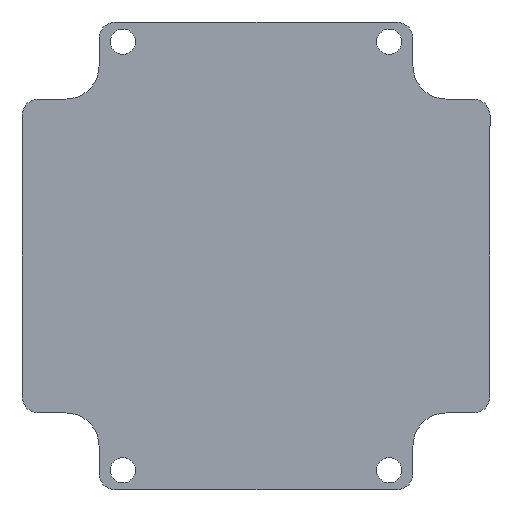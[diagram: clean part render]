
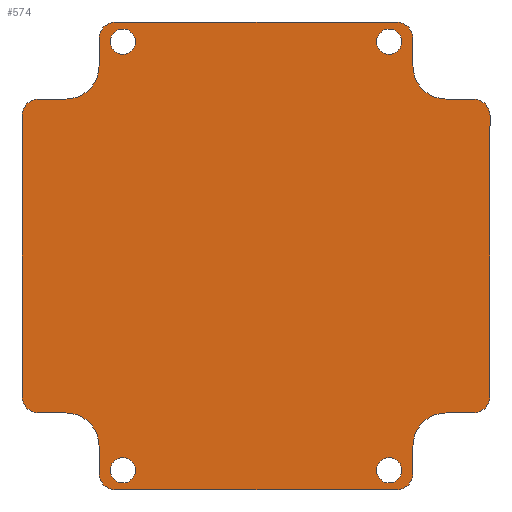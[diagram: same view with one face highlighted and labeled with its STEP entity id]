
A CAD part, left-side view. The second image highlights one B-rep face of the part: STEP entity #574.
In plain terms, the highlighted planar face has unit normal (-1, 0, 0).
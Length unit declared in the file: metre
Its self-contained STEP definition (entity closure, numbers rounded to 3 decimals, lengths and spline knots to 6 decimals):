
#12=CIRCLE('',#595,0.004);
#14=CIRCLE('',#599,0.002);
#16=CIRCLE('',#603,0.002);
#18=CIRCLE('',#607,0.004);
#20=CIRCLE('',#611,0.002);
#22=CIRCLE('',#615,0.002);
#24=CIRCLE('',#619,0.004);
#26=CIRCLE('',#623,0.002);
#28=CIRCLE('',#627,0.002);
#30=CIRCLE('',#631,0.004);
#32=CIRCLE('',#635,0.002);
#34=CIRCLE('',#639,0.002);
#36=CIRCLE('',#642,0.00152);
#37=CIRCLE('',#643,0.00152);
#38=CIRCLE('',#644,0.00152);
#39=CIRCLE('',#645,0.00152);
#156=ORIENTED_EDGE('',*,*,#292,.T.);
#157=ORIENTED_EDGE('',*,*,#293,.T.);
#158=ORIENTED_EDGE('',*,*,#294,.T.);
#159=ORIENTED_EDGE('',*,*,#295,.T.);
#160=ORIENTED_EDGE('',*,*,#290,.F.);
#161=ORIENTED_EDGE('',*,*,#220,.F.);
#162=ORIENTED_EDGE('',*,*,#224,.F.);
#163=ORIENTED_EDGE('',*,*,#227,.F.);
#164=ORIENTED_EDGE('',*,*,#230,.F.);
#165=ORIENTED_EDGE('',*,*,#233,.F.);
#166=ORIENTED_EDGE('',*,*,#236,.F.);
#167=ORIENTED_EDGE('',*,*,#239,.F.);
#168=ORIENTED_EDGE('',*,*,#242,.F.);
#169=ORIENTED_EDGE('',*,*,#245,.F.);
#170=ORIENTED_EDGE('',*,*,#248,.F.);
#171=ORIENTED_EDGE('',*,*,#251,.F.);
#172=ORIENTED_EDGE('',*,*,#254,.F.);
#173=ORIENTED_EDGE('',*,*,#257,.F.);
#174=ORIENTED_EDGE('',*,*,#260,.F.);
#175=ORIENTED_EDGE('',*,*,#263,.F.);
#176=ORIENTED_EDGE('',*,*,#266,.F.);
#177=ORIENTED_EDGE('',*,*,#269,.F.);
#178=ORIENTED_EDGE('',*,*,#272,.F.);
#179=ORIENTED_EDGE('',*,*,#275,.F.);
#180=ORIENTED_EDGE('',*,*,#278,.F.);
#181=ORIENTED_EDGE('',*,*,#281,.F.);
#182=ORIENTED_EDGE('',*,*,#284,.F.);
#183=ORIENTED_EDGE('',*,*,#287,.F.);
#220=EDGE_CURVE('',#300,#301,#356,.T.);
#224=EDGE_CURVE('',#304,#300,#12,.T.);
#227=EDGE_CURVE('',#306,#304,#361,.T.);
#230=EDGE_CURVE('',#308,#306,#14,.T.);
#233=EDGE_CURVE('',#310,#308,#365,.T.);
#236=EDGE_CURVE('',#312,#310,#16,.T.);
#239=EDGE_CURVE('',#314,#312,#369,.T.);
#242=EDGE_CURVE('',#316,#314,#18,.T.);
#245=EDGE_CURVE('',#318,#316,#373,.T.);
#248=EDGE_CURVE('',#320,#318,#20,.T.);
#251=EDGE_CURVE('',#322,#320,#377,.T.);
#254=EDGE_CURVE('',#324,#322,#22,.T.);
#257=EDGE_CURVE('',#326,#324,#381,.T.);
#260=EDGE_CURVE('',#328,#326,#24,.T.);
#263=EDGE_CURVE('',#330,#328,#385,.T.);
#266=EDGE_CURVE('',#332,#330,#26,.T.);
#269=EDGE_CURVE('',#334,#332,#389,.T.);
#272=EDGE_CURVE('',#336,#334,#28,.T.);
#275=EDGE_CURVE('',#338,#336,#393,.T.);
#278=EDGE_CURVE('',#340,#338,#30,.T.);
#281=EDGE_CURVE('',#342,#340,#397,.T.);
#284=EDGE_CURVE('',#344,#342,#32,.T.);
#287=EDGE_CURVE('',#346,#344,#401,.T.);
#290=EDGE_CURVE('',#301,#346,#34,.T.);
#292=EDGE_CURVE('',#348,#348,#36,.T.);
#293=EDGE_CURVE('',#349,#349,#37,.T.);
#294=EDGE_CURVE('',#350,#350,#38,.T.);
#295=EDGE_CURVE('',#351,#351,#39,.T.);
#300=VERTEX_POINT('',#832);
#301=VERTEX_POINT('',#833);
#304=VERTEX_POINT('',#841);
#306=VERTEX_POINT('',#847);
#308=VERTEX_POINT('',#853);
#310=VERTEX_POINT('',#859);
#312=VERTEX_POINT('',#865);
#314=VERTEX_POINT('',#871);
#316=VERTEX_POINT('',#877);
#318=VERTEX_POINT('',#883);
#320=VERTEX_POINT('',#889);
#322=VERTEX_POINT('',#895);
#324=VERTEX_POINT('',#901);
#326=VERTEX_POINT('',#907);
#328=VERTEX_POINT('',#913);
#330=VERTEX_POINT('',#919);
#332=VERTEX_POINT('',#925);
#334=VERTEX_POINT('',#931);
#336=VERTEX_POINT('',#937);
#338=VERTEX_POINT('',#943);
#340=VERTEX_POINT('',#949);
#342=VERTEX_POINT('',#955);
#344=VERTEX_POINT('',#961);
#346=VERTEX_POINT('',#967);
#348=VERTEX_POINT('',#976);
#349=VERTEX_POINT('',#978);
#350=VERTEX_POINT('',#980);
#351=VERTEX_POINT('',#982);
#356=LINE('',#831,#404);
#361=LINE('',#846,#409);
#365=LINE('',#858,#413);
#369=LINE('',#870,#417);
#373=LINE('',#882,#421);
#377=LINE('',#894,#425);
#381=LINE('',#906,#429);
#385=LINE('',#918,#433);
#389=LINE('',#930,#437);
#393=LINE('',#942,#441);
#397=LINE('',#954,#445);
#401=LINE('',#966,#449);
#404=VECTOR('',#659,1.);
#409=VECTOR('',#672,1.);
#413=VECTOR('',#684,1.);
#417=VECTOR('',#696,1.);
#421=VECTOR('',#708,1.);
#425=VECTOR('',#720,1.);
#429=VECTOR('',#732,1.);
#433=VECTOR('',#744,1.);
#437=VECTOR('',#756,1.);
#441=VECTOR('',#768,1.);
#445=VECTOR('',#780,1.);
#449=VECTOR('',#792,1.);
#476=EDGE_LOOP('',(#156));
#477=EDGE_LOOP('',(#157));
#478=EDGE_LOOP('',(#158));
#479=EDGE_LOOP('',(#159));
#480=EDGE_LOOP('',(#160,#161,#162,#163,#164,#165,#166,#167,#168,#169,#170,
#171,#172,#173,#174,#175,#176,#177,#178,#179,#180,#181,#182,#183));
#518=FACE_BOUND('',#476,.T.);
#519=FACE_BOUND('',#477,.T.);
#520=FACE_BOUND('',#478,.T.);
#521=FACE_BOUND('',#479,.T.);
#522=FACE_BOUND('',#480,.T.);
#548=PLANE('',#641);
#574=ADVANCED_FACE('',(#518,#519,#520,#521,#522),#548,.F.);
#595=AXIS2_PLACEMENT_3D('',#840,#665,#666);
#599=AXIS2_PLACEMENT_3D('',#852,#677,#678);
#603=AXIS2_PLACEMENT_3D('',#864,#689,#690);
#607=AXIS2_PLACEMENT_3D('',#876,#701,#702);
#611=AXIS2_PLACEMENT_3D('',#888,#713,#714);
#615=AXIS2_PLACEMENT_3D('',#900,#725,#726);
#619=AXIS2_PLACEMENT_3D('',#912,#737,#738);
#623=AXIS2_PLACEMENT_3D('',#924,#749,#750);
#627=AXIS2_PLACEMENT_3D('',#936,#761,#762);
#631=AXIS2_PLACEMENT_3D('',#948,#773,#774);
#635=AXIS2_PLACEMENT_3D('',#960,#785,#786);
#639=AXIS2_PLACEMENT_3D('',#972,#797,#798);
#641=AXIS2_PLACEMENT_3D('',#974,#801,#802);
#642=AXIS2_PLACEMENT_3D('',#975,#803,#804);
#643=AXIS2_PLACEMENT_3D('',#977,#805,#806);
#644=AXIS2_PLACEMENT_3D('',#979,#807,#808);
#645=AXIS2_PLACEMENT_3D('',#981,#809,#810);
#659=DIRECTION('',(0.,0.,1.));
#665=DIRECTION('',(-1.,0.,0.));
#666=DIRECTION('',(0.,0.,-1.));
#672=DIRECTION('',(0.,-1.,0.));
#677=DIRECTION('',(1.,0.,0.));
#678=DIRECTION('',(0.,0.,-1.));
#684=DIRECTION('',(0.,0.,1.));
#689=DIRECTION('',(1.,0.,0.));
#690=DIRECTION('',(0.,0.,-1.));
#696=DIRECTION('',(0.,1.,0.));
#701=DIRECTION('',(-1.,0.,0.));
#702=DIRECTION('',(0.,0.,-1.));
#708=DIRECTION('',(0.,0.,1.));
#713=DIRECTION('',(1.,0.,0.));
#714=DIRECTION('',(0.,0.,-1.));
#720=DIRECTION('',(0.,1.,0.));
#725=DIRECTION('',(1.,0.,0.));
#726=DIRECTION('',(0.,0.,-1.));
#732=DIRECTION('',(0.,0.,-1.));
#737=DIRECTION('',(-1.,0.,0.));
#738=DIRECTION('',(0.,0.,-1.));
#744=DIRECTION('',(0.,1.,0.));
#749=DIRECTION('',(1.,0.,0.));
#750=DIRECTION('',(0.,0.,-1.));
#756=DIRECTION('',(0.,0.,-1.));
#761=DIRECTION('',(1.,0.,0.));
#762=DIRECTION('',(0.,0.,-1.));
#768=DIRECTION('',(0.,-1.,0.));
#773=DIRECTION('',(-1.,0.,0.));
#774=DIRECTION('',(0.,0.,-1.));
#780=DIRECTION('',(0.,0.,-1.));
#785=DIRECTION('',(1.,0.,0.));
#786=DIRECTION('',(0.,0.,-1.));
#792=DIRECTION('',(0.,-1.,0.));
#797=DIRECTION('',(1.,0.,0.));
#798=DIRECTION('',(0.,0.,-1.));
#801=DIRECTION('',(1.,0.,0.));
#802=DIRECTION('',(0.,0.,-1.));
#803=DIRECTION('',(1.,0.,0.));
#804=DIRECTION('',(0.,0.,-1.));
#805=DIRECTION('',(1.,0.,0.));
#806=DIRECTION('',(0.,0.,-1.));
#807=DIRECTION('',(1.,0.,0.));
#808=DIRECTION('',(0.,0.,-1.));
#809=DIRECTION('',(1.,0.,0.));
#810=DIRECTION('',(0.,0.,-1.));
#831=CARTESIAN_POINT('',(-0.014708,0.00671,0.002038));
#832=CARTESIAN_POINT('',(-0.014708,0.00671,0.002038));
#833=CARTESIAN_POINT('',(-0.014708,0.00671,0.005328));
#840=CARTESIAN_POINT('',(-0.014708,0.01071,0.002038));
#841=CARTESIAN_POINT('',(-0.014708,0.01071,-0.001962));
#846=CARTESIAN_POINT('',(-0.014708,0.014,-0.001962));
#847=CARTESIAN_POINT('',(-0.014708,0.014,-0.001962));
#852=CARTESIAN_POINT('',(-0.014708,0.014,-0.003962));
#853=CARTESIAN_POINT('',(-0.014708,0.016,-0.003962));
#858=CARTESIAN_POINT('',(-0.014708,0.016,-0.037782));
#859=CARTESIAN_POINT('',(-0.014708,0.016,-0.037782));
#864=CARTESIAN_POINT('',(-0.014708,0.014,-0.037782));
#865=CARTESIAN_POINT('',(-0.014708,0.014,-0.039782));
#870=CARTESIAN_POINT('',(-0.014708,0.01071,-0.039782));
#871=CARTESIAN_POINT('',(-0.014708,0.01071,-0.039782));
#876=CARTESIAN_POINT('',(-0.014708,0.01071,-0.043782));
#877=CARTESIAN_POINT('',(-0.014708,0.00671,-0.043782));
#882=CARTESIAN_POINT('',(-0.014708,0.00671,-0.047072));
#883=CARTESIAN_POINT('',(-0.014708,0.00671,-0.047072));
#888=CARTESIAN_POINT('',(-0.014708,0.00471,-0.047072));
#889=CARTESIAN_POINT('',(-0.014708,0.00471,-0.049072));
#894=CARTESIAN_POINT('',(-0.014708,-0.02911,-0.049072));
#895=CARTESIAN_POINT('',(-0.014708,-0.02911,-0.049072));
#900=CARTESIAN_POINT('',(-0.014708,-0.02911,-0.047072));
#901=CARTESIAN_POINT('',(-0.014708,-0.03111,-0.047072));
#906=CARTESIAN_POINT('',(-0.014708,-0.03111,-0.043782));
#907=CARTESIAN_POINT('',(-0.014708,-0.03111,-0.043782));
#912=CARTESIAN_POINT('',(-0.014708,-0.03511,-0.043782));
#913=CARTESIAN_POINT('',(-0.014708,-0.03511,-0.039782));
#918=CARTESIAN_POINT('',(-0.014708,-0.0384,-0.039782));
#919=CARTESIAN_POINT('',(-0.014708,-0.0384,-0.039782));
#924=CARTESIAN_POINT('',(-0.014708,-0.0384,-0.037782));
#925=CARTESIAN_POINT('',(-0.014708,-0.0404,-0.037782));
#930=CARTESIAN_POINT('',(-0.014708,-0.0404,-0.003962));
#931=CARTESIAN_POINT('',(-0.014708,-0.0404,-0.003962));
#936=CARTESIAN_POINT('',(-0.014708,-0.0384,-0.003962));
#937=CARTESIAN_POINT('',(-0.014708,-0.0384,-0.001962));
#942=CARTESIAN_POINT('',(-0.014708,-0.03511,-0.001962));
#943=CARTESIAN_POINT('',(-0.014708,-0.03511,-0.001962));
#948=CARTESIAN_POINT('',(-0.014708,-0.03511,0.002038));
#949=CARTESIAN_POINT('',(-0.014708,-0.03111,0.002038));
#954=CARTESIAN_POINT('',(-0.014708,-0.03111,0.005328));
#955=CARTESIAN_POINT('',(-0.014708,-0.03111,0.005328));
#960=CARTESIAN_POINT('',(-0.014708,-0.02911,0.005328));
#961=CARTESIAN_POINT('',(-0.014708,-0.02911,0.007328));
#966=CARTESIAN_POINT('',(-0.014708,0.00471,0.007328));
#967=CARTESIAN_POINT('',(-0.014708,0.00471,0.007328));
#972=CARTESIAN_POINT('',(-0.014708,0.00471,0.005328));
#974=CARTESIAN_POINT('',(-0.014708,0.00471,0.005328));
#975=CARTESIAN_POINT('',(-0.014708,-0.028243,0.004953));
#976=CARTESIAN_POINT('',(-0.014708,-0.028243,0.003433));
#977=CARTESIAN_POINT('',(-0.014708,-0.028243,-0.046696));
#978=CARTESIAN_POINT('',(-0.014708,-0.028243,-0.048216));
#979=CARTESIAN_POINT('',(-0.014708,0.003842,-0.046696));
#980=CARTESIAN_POINT('',(-0.014708,0.003842,-0.048216));
#981=CARTESIAN_POINT('',(-0.014708,0.003842,0.004953));
#982=CARTESIAN_POINT('',(-0.014708,0.003842,0.003433));
